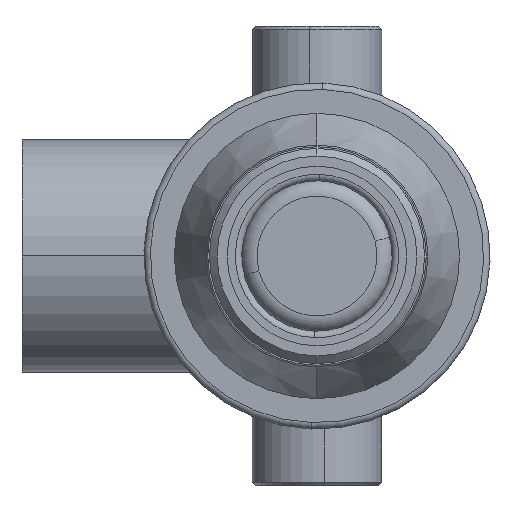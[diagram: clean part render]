
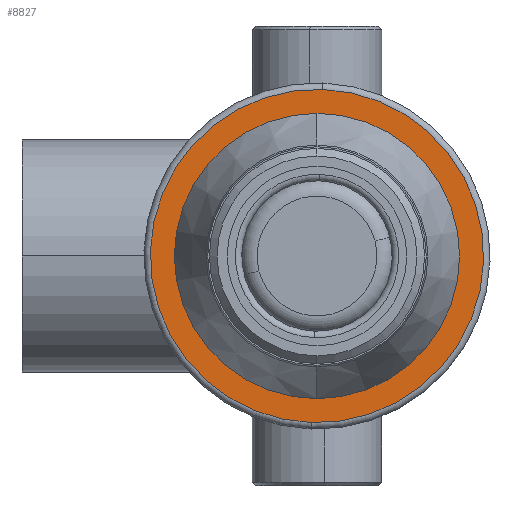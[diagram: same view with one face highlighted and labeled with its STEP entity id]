
A CAD part, front view. The second image highlights one B-rep face of the part: STEP entity #8827.
In plain terms, the highlighted planar face has unit normal (0, -1, 0).
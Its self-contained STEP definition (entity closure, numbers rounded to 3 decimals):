
#180 = CARTESIAN_POINT ( 'NONE',  ( 0., 3., -19.25 ) ) ;
#301 = VERTEX_POINT ( 'NONE', #9137 ) ;
#919 = PLANE ( 'NONE',  #7025 ) ;
#987 = AXIS2_PLACEMENT_3D ( 'NONE', #13230, #5778, #12138 ) ;
#1044 = CIRCLE ( 'NONE', #10570, 19.25 ) ;
#1911 = DIRECTION ( 'NONE',  ( 0., -1., 0. ) ) ;
#2895 = DIRECTION ( 'NONE',  ( 0., 0., -1. ) ) ;
#3390 = DIRECTION ( 'NONE',  ( 0., -1., 0. ) ) ;
#3796 = EDGE_LOOP ( 'NONE', ( #8625, #6025 ) ) ;
#4099 = FACE_BOUND ( 'NONE', #3796, .T. ) ;
#4891 = DIRECTION ( 'NONE',  ( 0., -1., 0. ) ) ;
#5046 = CIRCLE ( 'NONE', #8237, 19.25 ) ;
#5086 = ORIENTED_EDGE ( 'NONE', *, *, #9444, .T. ) ;
#5350 = CARTESIAN_POINT ( 'NONE',  ( 0., 3., 0. ) ) ;
#5387 = CIRCLE ( 'NONE', #8310, 25.7 ) ;
#5447 = CARTESIAN_POINT ( 'NONE',  ( 0., 3., -25.7 ) ) ;
#5769 = CARTESIAN_POINT ( 'NONE',  ( 0., 3., 0. ) ) ;
#5778 = DIRECTION ( 'NONE',  ( 0., -1., 0. ) ) ;
#5817 = CIRCLE ( 'NONE', #987, 25.7 ) ;
#5949 = DIRECTION ( 'NONE',  ( 0., 0., -1. ) ) ;
#6025 = ORIENTED_EDGE ( 'NONE', *, *, #11446, .F. ) ;
#6288 = CARTESIAN_POINT ( 'NONE',  ( 19.25, 3., 0. ) ) ;
#6896 = CARTESIAN_POINT ( 'NONE',  ( 0., 3., 0. ) ) ;
#7025 = AXIS2_PLACEMENT_3D ( 'NONE', #6288, #1911, #2895 ) ;
#7678 = DIRECTION ( 'NONE',  ( 0., 0., -1. ) ) ;
#8237 = AXIS2_PLACEMENT_3D ( 'NONE', #6896, #4891, #11139 ) ;
#8310 = AXIS2_PLACEMENT_3D ( 'NONE', #5769, #13268, #5949 ) ;
#8385 = EDGE_CURVE ( 'NONE', #8959, #10506, #5817, .T. ) ;
#8625 = ORIENTED_EDGE ( 'NONE', *, *, #10459, .F. ) ;
#8827 = ADVANCED_FACE ( 'NONE', ( #13668, #4099 ), #919, .T. ) ;
#8959 = VERTEX_POINT ( 'NONE', #11935 ) ;
#9137 = CARTESIAN_POINT ( 'NONE',  ( 0., 3., 19.25 ) ) ;
#9444 = EDGE_CURVE ( 'NONE', #10506, #8959, #5387, .T. ) ;
#10459 = EDGE_CURVE ( 'NONE', #13033, #301, #1044, .T. ) ;
#10506 = VERTEX_POINT ( 'NONE', #5447 ) ;
#10570 = AXIS2_PLACEMENT_3D ( 'NONE', #5350, #3390, #7678 ) ;
#11139 = DIRECTION ( 'NONE',  ( 0., 0., -1. ) ) ;
#11446 = EDGE_CURVE ( 'NONE', #301, #13033, #5046, .T. ) ;
#11935 = CARTESIAN_POINT ( 'NONE',  ( 0., 3., 25.7 ) ) ;
#12138 = DIRECTION ( 'NONE',  ( 0., 0., -1. ) ) ;
#12506 = EDGE_LOOP ( 'NONE', ( #5086, #13442 ) ) ;
#13033 = VERTEX_POINT ( 'NONE', #180 ) ;
#13230 = CARTESIAN_POINT ( 'NONE',  ( 0., 3., 0. ) ) ;
#13268 = DIRECTION ( 'NONE',  ( 0., -1., 0. ) ) ;
#13442 = ORIENTED_EDGE ( 'NONE', *, *, #8385, .T. ) ;
#13668 = FACE_OUTER_BOUND ( 'NONE', #12506, .T. ) ;
